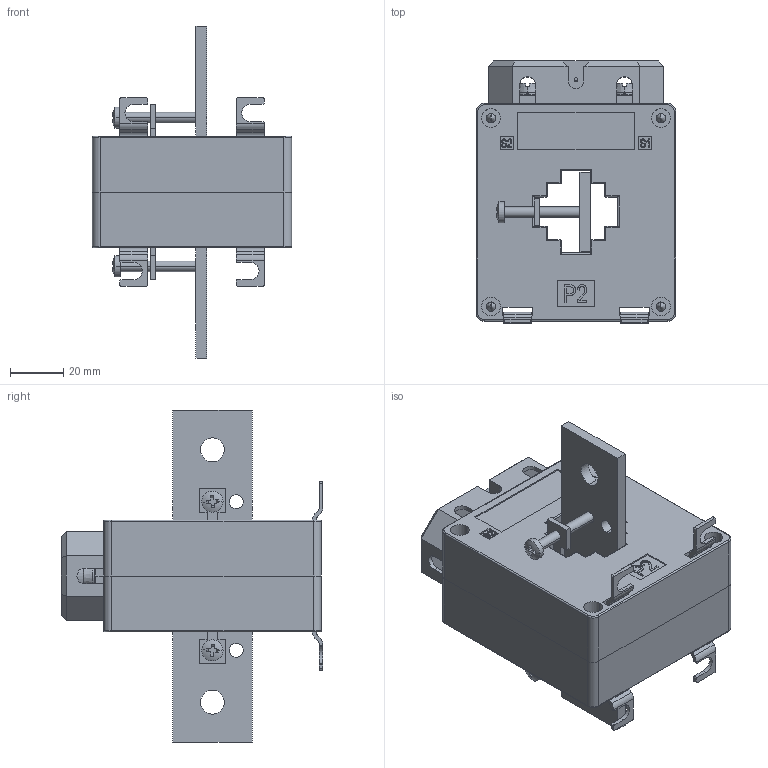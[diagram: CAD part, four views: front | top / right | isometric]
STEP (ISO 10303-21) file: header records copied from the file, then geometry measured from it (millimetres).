
FILE_DESCRIPTION (( 'STEP AP214' ), '1' );
FILE_NAME ('ﾒ-0,66-30-I-B.STEP', '2024-04-15T10:39:53', ( '' ), ( '' ), 'SwSTEP 2.0', 'SolidWorks 2014', '' );
FILE_SCHEMA (( 'AUTOMOTIVE_DESIGN' ));
Length unit declared in the file: millimetre
Products named in the file (15): ﾒ-0,66-30-I-B; âèíò din 7985_Œ4å30; 屡扔.741131.008 想囗赅_-01; 屡扔.685527.009 罔磬_-01; 咈櫡_-01; Âèíò ïëîìáèðîâî÷íûé DIN 404_ 4å10; sheet metal screws_din_Tapping screw DIN 7049-ST3.5x22-C-H-N; slotted cheese head screw_din_ISO 1207 - M5 x 10 --- 10N; curved spring lock washer_din_Spring washer DIN 128 - A5; plain washer hardened grade a_din_Washer DIN 125 - A 5.3 - 300HV; Ãàéêà Ì4.5.019 ÃÎÑÒ5915-70; Êîíòàêò; Êðûøêà çàùèòíàÿ äëÿ Ò-0,66-30-I-B; Êîðïóñ Ð2 äëÿ Ò-0,66-30-I-B; Êîðïóñ Ð1 äëÿ Ò-0,66-30-I-B
Assembly tree (25 placements, depth 2):
  ﾒ-0,66-30-I-B
    Êîðïóñ Ð1 äëÿ Ò-0,66-30-I-B
    Êîðïóñ Ð2 äëÿ Ò-0,66-30-I-B
    Êðûøêà çàùèòíàÿ äëÿ Ò-0,66-30-I-B
    Êîíòàêò  x2
    Ãàéêà Ì4.5.019 ÃÎÑÒ5915-70
    plain washer hardened grade a_din_Washer DIN 125 - A 5.3 - 300HV  x2
    curved spring lock washer_din_Spring washer DIN 128 - A5  x2
    slotted cheese head screw_din_ISO 1207 - M5 x 10 --- 10N  x2
    sheet metal screws_din_Tapping screw DIN 7049-ST3.5x22-C-H-N  x4
    Âèíò ïëîìáèðîâî÷íûé DIN 404_ 4å10
    咈櫡_-01  x4
    屡扔.685527.009 罔磬_-01
    屡扔.741131.008 想囗赅_-01
    âèíò din 7985_Œ4å30  x2
Bounding box: 75 x 98.6 x 125 mm (x, y, z)
Volume: 90848.7 mm3; surface area: 91932.1 mm2
Topology: 25 solids, 25 shells, 1231 faces, 3213 edges, 2068 vertices
Faces by surface type: plane 697, cylinder 328, bspline 96, cone 62, sphere 28, torus 20
Entity records: 36533 total; most frequent: CARTESIAN_POINT 11823, ORIENTED_EDGE 5134, DIRECTION 4655, EDGE_CURVE 2567, VECTOR 1707, LINE 1707, VERTEX_POINT 1662, AXIS2_PLACEMENT_3D 1474
